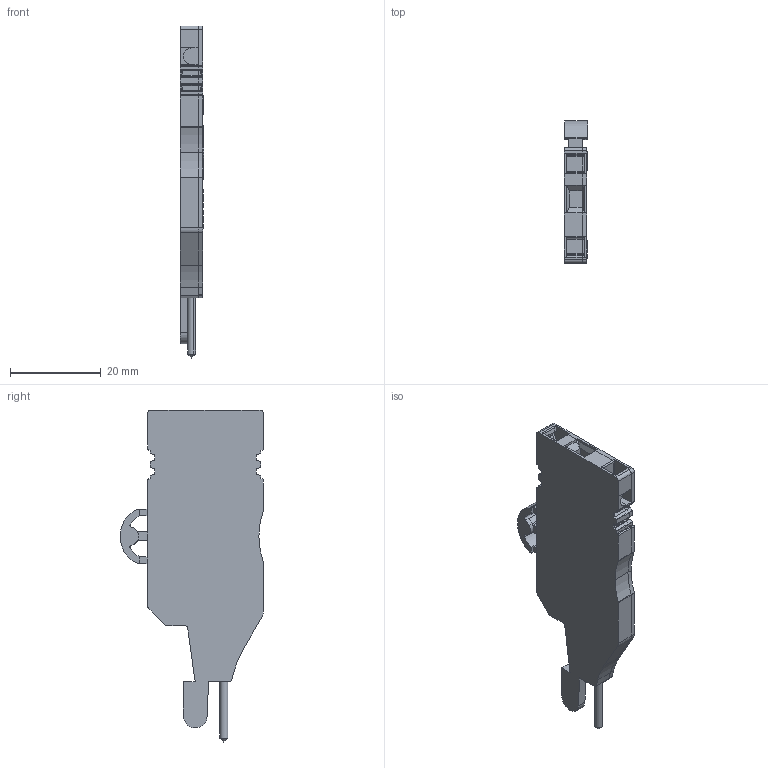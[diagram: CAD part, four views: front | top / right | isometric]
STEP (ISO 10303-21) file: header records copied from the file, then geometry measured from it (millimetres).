
FILE_DESCRIPTION(('CATIA V5R22 STEP214','CAx-IF Rec.Pracs.--- Model Styling and Organization---1.4--- 2014-01-23'),'2;1');
FILE_NAME ('018240-2_0', '2021-06-10T06:45:42+00:00', ('Weidmueller Interface'), ('Weidmueller'), 'CATIA Version 5-6 Release 2016 SP3 HF44', 'CATIA V5 STEP AP214', 'none');
FILE_SCHEMA(('AUTOMOTIVE_DESIGN { 1 0 10303 214 1 1 1 1 }'));
Length unit declared in the file: millimetre
Products named in the file (1): SZGR ZTA3_AllCATPart
Bounding box: 5.2 x 31.45 x 73.1 mm (x, y, z)
Volume: 6599.3 mm3; surface area: 6924.4 mm2
Topology: 4 solids, 4 shells, 393 faces, 1098 edges, 721 vertices
Faces by surface type: plane 259, cylinder 130, cone 4
Entity records: 11941 total; most frequent: ORIENTED_EDGE 2192, CARTESIAN_POINT 2172, DIRECTION 1693, EDGE_CURVE 1096, VECTOR 814, LINE 814, VERTEX_POINT 721, AXIS2_PLACEMENT_3D 578
